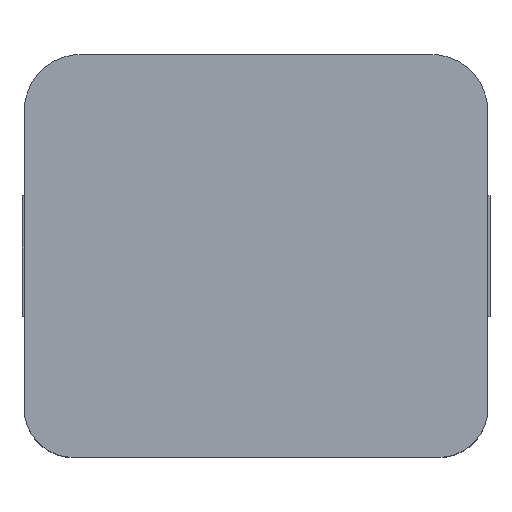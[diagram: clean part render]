
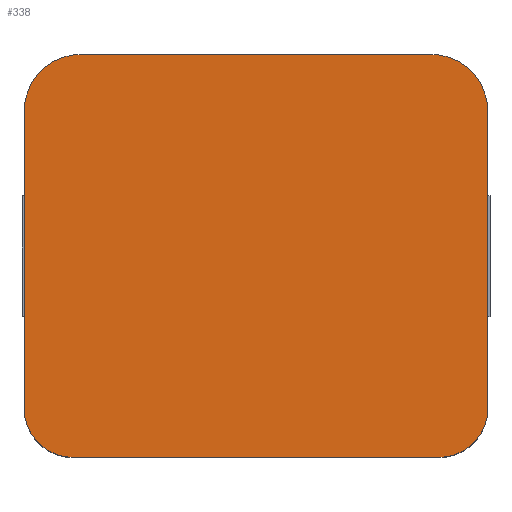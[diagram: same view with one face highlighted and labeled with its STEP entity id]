
A CAD part, top view. The second image highlights one B-rep face of the part: STEP entity #338.
In plain terms, the highlighted planar face has unit normal (0, 0, 1).
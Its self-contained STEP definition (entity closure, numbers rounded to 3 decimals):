
#73 = VERTEX_POINT('',#74);
#74 = CARTESIAN_POINT('',(-4.536,-5.,3.8));
#80 = EDGE_CURVE('',#73,#81,#83,.T.);
#81 = VERTEX_POINT('',#82);
#82 = CARTESIAN_POINT('',(4.536,-5.,3.8));
#83 = LINE('',#84,#85);
#84 = CARTESIAN_POINT('',(-4.536,-5.,3.8));
#85 = VECTOR('',#86,1.);
#86 = DIRECTION('',(1.,0.,0.));
#111 = EDGE_CURVE('',#81,#112,#114,.T.);
#112 = VERTEX_POINT('',#113);
#113 = CARTESIAN_POINT('',(5.75,-3.786,3.8));
#114 = CIRCLE('',#115,1.214);
#115 = AXIS2_PLACEMENT_3D('',#116,#117,#118);
#116 = CARTESIAN_POINT('',(4.536,-3.786,3.8));
#117 = DIRECTION('',(0.,0.,1.));
#118 = DIRECTION('',(1.,0.,0.));
#144 = EDGE_CURVE('',#112,#145,#147,.T.);
#145 = VERTEX_POINT('',#146);
#146 = CARTESIAN_POINT('',(5.75,3.586,3.8));
#147 = LINE('',#148,#149);
#148 = CARTESIAN_POINT('',(5.75,-3.786,3.8));
#149 = VECTOR('',#150,1.);
#150 = DIRECTION('',(0.,1.,0.));
#175 = EDGE_CURVE('',#145,#176,#178,.T.);
#176 = VERTEX_POINT('',#177);
#177 = CARTESIAN_POINT('',(4.336,5.,3.8));
#178 = CIRCLE('',#179,1.414);
#179 = AXIS2_PLACEMENT_3D('',#180,#181,#182);
#180 = CARTESIAN_POINT('',(4.336,3.586,3.8));
#181 = DIRECTION('',(0.,0.,1.));
#182 = DIRECTION('',(1.,0.,0.));
#208 = EDGE_CURVE('',#176,#209,#211,.T.);
#209 = VERTEX_POINT('',#210);
#210 = CARTESIAN_POINT('',(-4.336,5.,3.8));
#211 = LINE('',#212,#213);
#212 = CARTESIAN_POINT('',(4.336,5.,3.8));
#213 = VECTOR('',#214,1.);
#214 = DIRECTION('',(-1.,0.,0.));
#239 = EDGE_CURVE('',#209,#240,#242,.T.);
#240 = VERTEX_POINT('',#241);
#241 = CARTESIAN_POINT('',(-5.75,3.586,3.8));
#242 = CIRCLE('',#243,1.414);
#243 = AXIS2_PLACEMENT_3D('',#244,#245,#246);
#244 = CARTESIAN_POINT('',(-4.336,3.586,3.8));
#245 = DIRECTION('',(0.,0.,1.));
#246 = DIRECTION('',(1.,0.,0.));
#272 = EDGE_CURVE('',#240,#273,#275,.T.);
#273 = VERTEX_POINT('',#274);
#274 = CARTESIAN_POINT('',(-5.75,-3.786,3.8));
#275 = LINE('',#276,#277);
#276 = CARTESIAN_POINT('',(-5.75,3.586,3.8));
#277 = VECTOR('',#278,1.);
#278 = DIRECTION('',(0.,-1.,0.));
#303 = EDGE_CURVE('',#273,#73,#304,.T.);
#304 = CIRCLE('',#305,1.214);
#305 = AXIS2_PLACEMENT_3D('',#306,#307,#308);
#306 = CARTESIAN_POINT('',(-4.536,-3.786,3.8));
#307 = DIRECTION('',(0.,0.,1.));
#308 = DIRECTION('',(1.,0.,0.));
#338 = ADVANCED_FACE('',(#339),#349,.T.);
#339 = FACE_BOUND('',#340,.T.);
#340 = EDGE_LOOP('',(#341,#342,#343,#344,#345,#346,#347,#348));
#341 = ORIENTED_EDGE('',*,*,#80,.T.);
#342 = ORIENTED_EDGE('',*,*,#111,.T.);
#343 = ORIENTED_EDGE('',*,*,#144,.T.);
#344 = ORIENTED_EDGE('',*,*,#175,.T.);
#345 = ORIENTED_EDGE('',*,*,#208,.T.);
#346 = ORIENTED_EDGE('',*,*,#239,.T.);
#347 = ORIENTED_EDGE('',*,*,#272,.T.);
#348 = ORIENTED_EDGE('',*,*,#303,.T.);
#349 = PLANE('',#350);
#350 = AXIS2_PLACEMENT_3D('',#351,#352,#353);
#351 = CARTESIAN_POINT('',(0.,-0.024,3.8)
  );
#352 = DIRECTION('',(0.,0.,1.));
#353 = DIRECTION('',(1.,0.,0.));
